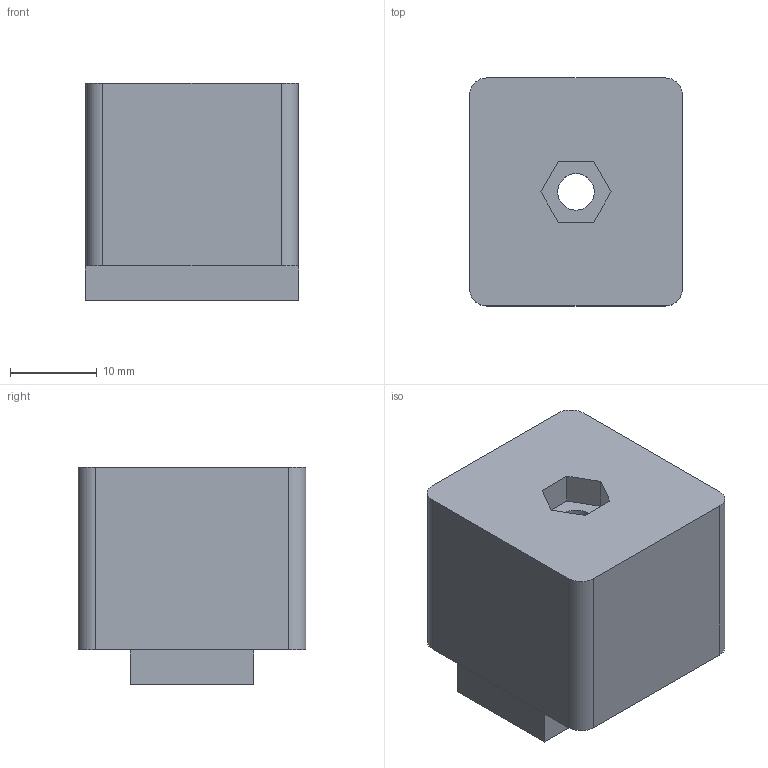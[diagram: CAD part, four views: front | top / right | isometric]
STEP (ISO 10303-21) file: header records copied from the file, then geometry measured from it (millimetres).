
FILE_DESCRIPTION (( 'STEP AP203' ), '1' );
FILE_NAME ('machtaholder.STEP', '2024-11-24T09:11:31', ( '' ), ( '' ), 'SwSTEP 2.0', 'SolidWorks 2024', '' );
FILE_SCHEMA (( 'CONFIG_CONTROL_DESIGN' ));
Length unit declared in the file: millimetre
Products named in the file (1): machtaholder
Bounding box: 24.5 x 26.2 x 25 mm (x, y, z)
Volume: 9353.3 mm3; surface area: 6100.5 mm2
Topology: 2 solids, 2 shells, 54 faces, 142 edges, 94 vertices
Faces by surface type: plane 44, cylinder 8, cone 2
Entity records: 1731 total; most frequent: CARTESIAN_POINT 291, ORIENTED_EDGE 284, DIRECTION 270, EDGE_CURVE 142, VECTOR 124, LINE 124, VERTEX_POINT 94, AXIS2_PLACEMENT_3D 73
